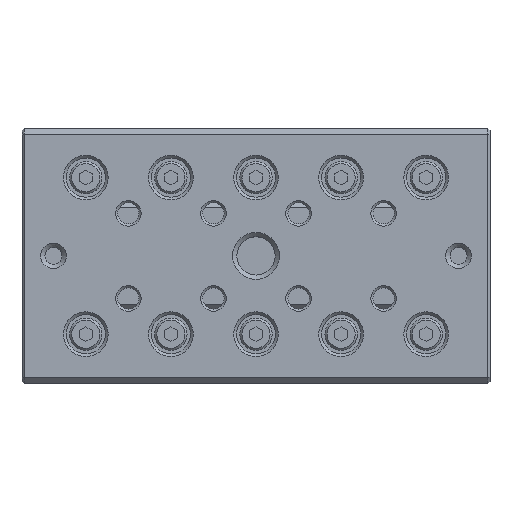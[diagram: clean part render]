
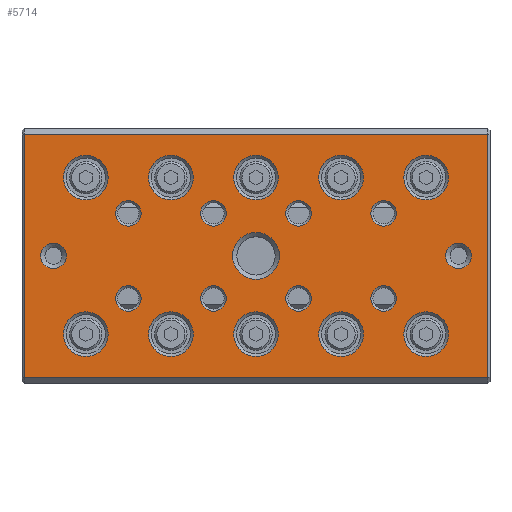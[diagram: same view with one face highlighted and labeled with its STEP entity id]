
A CAD part, top view. The second image highlights one B-rep face of the part: STEP entity #5714.
In plain terms, the highlighted planar face has unit normal (0, 0, 1).
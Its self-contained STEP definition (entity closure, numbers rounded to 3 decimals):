
#4955=FACE_BOUND('',#8594,.T.);
#4956=FACE_BOUND('',#8595,.T.);
#4957=FACE_BOUND('',#8596,.T.);
#4958=FACE_BOUND('',#8597,.T.);
#4959=FACE_BOUND('',#8598,.T.);
#4960=FACE_BOUND('',#8599,.T.);
#4961=FACE_BOUND('',#8600,.T.);
#4962=FACE_BOUND('',#8601,.T.);
#4963=FACE_BOUND('',#8602,.T.);
#4964=FACE_BOUND('',#8603,.T.);
#4965=FACE_BOUND('',#8604,.T.);
#4966=FACE_BOUND('',#8605,.T.);
#4967=FACE_BOUND('',#8606,.T.);
#4968=FACE_BOUND('',#8607,.T.);
#4969=FACE_BOUND('',#8608,.T.);
#4970=FACE_BOUND('',#8609,.T.);
#4971=FACE_BOUND('',#8610,.T.);
#4972=FACE_BOUND('',#8611,.T.);
#4973=FACE_BOUND('',#8612,.T.);
#4974=FACE_BOUND('',#8613,.T.);
#4975=FACE_BOUND('',#8614,.T.);
#4976=FACE_BOUND('',#8615,.T.);
#5358=CIRCLE('',#23209,2.75);
#5359=CIRCLE('',#23210,1.5);
#5360=CIRCLE('',#23211,1.5);
#5361=CIRCLE('',#23212,1.5);
#5362=CIRCLE('',#23213,1.5);
#5363=CIRCLE('',#23214,1.5);
#5364=CIRCLE('',#23215,1.5);
#5365=CIRCLE('',#23216,1.5);
#5366=CIRCLE('',#23217,1.5);
#5367=CIRCLE('',#23218,1.5);
#5368=CIRCLE('',#23219,1.5);
#5369=CIRCLE('',#23220,2.625);
#5370=CIRCLE('',#23221,2.625);
#5371=CIRCLE('',#23222,2.625);
#5372=CIRCLE('',#23223,2.625);
#5373=CIRCLE('',#23224,2.625);
#5374=CIRCLE('',#23225,2.625);
#5375=CIRCLE('',#23226,2.625);
#5376=CIRCLE('',#23227,2.625);
#5377=CIRCLE('',#23228,2.625);
#5378=CIRCLE('',#23229,2.625);
#5714=ADVANCED_FACE('',(#4955,#4956,#4957,#4958,#4959,#4960,#4961,#4962,
#4963,#4964,#4965,#4966,#4967,#4968,#4969,#4970,#4971,#4972,#4973,#4974,
#4975,#4976),#6739,.F.);
#6739=PLANE('',#23230);
#8594=EDGE_LOOP('',(#10990));
#8595=EDGE_LOOP('',(#10991));
#8596=EDGE_LOOP('',(#10992));
#8597=EDGE_LOOP('',(#10993));
#8598=EDGE_LOOP('',(#10994));
#8599=EDGE_LOOP('',(#10995));
#8600=EDGE_LOOP('',(#10996));
#8601=EDGE_LOOP('',(#10997));
#8602=EDGE_LOOP('',(#10998));
#8603=EDGE_LOOP('',(#10999));
#8604=EDGE_LOOP('',(#11000));
#8605=EDGE_LOOP('',(#11001));
#8606=EDGE_LOOP('',(#11002));
#8607=EDGE_LOOP('',(#11003));
#8608=EDGE_LOOP('',(#11004));
#8609=EDGE_LOOP('',(#11005));
#8610=EDGE_LOOP('',(#11006));
#8611=EDGE_LOOP('',(#11007));
#8612=EDGE_LOOP('',(#11008));
#8613=EDGE_LOOP('',(#11009));
#8614=EDGE_LOOP('',(#11010));
#8615=EDGE_LOOP('',(#11011,#11012,#11013,#11014));
#10990=ORIENTED_EDGE('',*,*,#17365,.T.);
#10991=ORIENTED_EDGE('',*,*,#17366,.F.);
#10992=ORIENTED_EDGE('',*,*,#17367,.T.);
#10993=ORIENTED_EDGE('',*,*,#17368,.T.);
#10994=ORIENTED_EDGE('',*,*,#17369,.T.);
#10995=ORIENTED_EDGE('',*,*,#17370,.T.);
#10996=ORIENTED_EDGE('',*,*,#17371,.T.);
#10997=ORIENTED_EDGE('',*,*,#17372,.T.);
#10998=ORIENTED_EDGE('',*,*,#17373,.T.);
#10999=ORIENTED_EDGE('',*,*,#17374,.T.);
#11000=ORIENTED_EDGE('',*,*,#17375,.T.);
#11001=ORIENTED_EDGE('',*,*,#17376,.T.);
#11002=ORIENTED_EDGE('',*,*,#17377,.T.);
#11003=ORIENTED_EDGE('',*,*,#17378,.T.);
#11004=ORIENTED_EDGE('',*,*,#17379,.T.);
#11005=ORIENTED_EDGE('',*,*,#17380,.T.);
#11006=ORIENTED_EDGE('',*,*,#17381,.T.);
#11007=ORIENTED_EDGE('',*,*,#17382,.T.);
#11008=ORIENTED_EDGE('',*,*,#17383,.T.);
#11009=ORIENTED_EDGE('',*,*,#17384,.T.);
#11010=ORIENTED_EDGE('',*,*,#17385,.T.);
#11011=ORIENTED_EDGE('',*,*,#17386,.T.);
#11012=ORIENTED_EDGE('',*,*,#17387,.T.);
#11013=ORIENTED_EDGE('',*,*,#17388,.T.);
#11014=ORIENTED_EDGE('',*,*,#17389,.T.);
#15486=VERTEX_POINT('',#30678);
#15487=VERTEX_POINT('',#30680);
#15488=VERTEX_POINT('',#30682);
#15489=VERTEX_POINT('',#30684);
#15490=VERTEX_POINT('',#30686);
#15491=VERTEX_POINT('',#30688);
#15492=VERTEX_POINT('',#30690);
#15493=VERTEX_POINT('',#30692);
#15494=VERTEX_POINT('',#30694);
#15495=VERTEX_POINT('',#30696);
#15496=VERTEX_POINT('',#30698);
#15497=VERTEX_POINT('',#30700);
#15498=VERTEX_POINT('',#30702);
#15499=VERTEX_POINT('',#30704);
#15500=VERTEX_POINT('',#30706);
#15501=VERTEX_POINT('',#30708);
#15502=VERTEX_POINT('',#30710);
#15503=VERTEX_POINT('',#30712);
#15504=VERTEX_POINT('',#30714);
#15505=VERTEX_POINT('',#30716);
#15506=VERTEX_POINT('',#30718);
#15507=VERTEX_POINT('',#30720);
#15508=VERTEX_POINT('',#30721);
#15509=VERTEX_POINT('',#30723);
#15510=VERTEX_POINT('',#30725);
#17365=EDGE_CURVE('',#15486,#15486,#5358,.T.);
#17366=EDGE_CURVE('',#15487,#15487,#5359,.T.);
#17367=EDGE_CURVE('',#15488,#15488,#5360,.T.);
#17368=EDGE_CURVE('',#15489,#15489,#5361,.T.);
#17369=EDGE_CURVE('',#15490,#15490,#5362,.T.);
#17370=EDGE_CURVE('',#15491,#15491,#5363,.T.);
#17371=EDGE_CURVE('',#15492,#15492,#5364,.T.);
#17372=EDGE_CURVE('',#15493,#15493,#5365,.T.);
#17373=EDGE_CURVE('',#15494,#15494,#5366,.T.);
#17374=EDGE_CURVE('',#15495,#15495,#5367,.T.);
#17375=EDGE_CURVE('',#15496,#15496,#5368,.T.);
#17376=EDGE_CURVE('',#15497,#15497,#5369,.T.);
#17377=EDGE_CURVE('',#15498,#15498,#5370,.T.);
#17378=EDGE_CURVE('',#15499,#15499,#5371,.T.);
#17379=EDGE_CURVE('',#15500,#15500,#5372,.T.);
#17380=EDGE_CURVE('',#15501,#15501,#5373,.T.);
#17381=EDGE_CURVE('',#15502,#15502,#5374,.T.);
#17382=EDGE_CURVE('',#15503,#15503,#5375,.T.);
#17383=EDGE_CURVE('',#15504,#15504,#5376,.T.);
#17384=EDGE_CURVE('',#15505,#15505,#5377,.T.);
#17385=EDGE_CURVE('',#15506,#15506,#5378,.T.);
#17386=EDGE_CURVE('',#15507,#15508,#19639,.T.);
#17387=EDGE_CURVE('',#15508,#15509,#19640,.T.);
#17388=EDGE_CURVE('',#15509,#15510,#19641,.T.);
#17389=EDGE_CURVE('',#15510,#15507,#19642,.T.);
#19639=LINE('',#30719,#21581);
#19640=LINE('',#30722,#21582);
#19641=LINE('',#30724,#21583);
#19642=LINE('',#30726,#21584);
#21581=VECTOR('',#25390,1.);
#21582=VECTOR('',#25391,1.);
#21583=VECTOR('',#25392,1.);
#21584=VECTOR('',#25393,1.);
#23209=AXIS2_PLACEMENT_3D('',#30677,#25348,#25349);
#23210=AXIS2_PLACEMENT_3D('',#30679,#25350,#25351);
#23211=AXIS2_PLACEMENT_3D('',#30681,#25352,#25353);
#23212=AXIS2_PLACEMENT_3D('',#30683,#25354,#25355);
#23213=AXIS2_PLACEMENT_3D('',#30685,#25356,#25357);
#23214=AXIS2_PLACEMENT_3D('',#30687,#25358,#25359);
#23215=AXIS2_PLACEMENT_3D('',#30689,#25360,#25361);
#23216=AXIS2_PLACEMENT_3D('',#30691,#25362,#25363);
#23217=AXIS2_PLACEMENT_3D('',#30693,#25364,#25365);
#23218=AXIS2_PLACEMENT_3D('',#30695,#25366,#25367);
#23219=AXIS2_PLACEMENT_3D('',#30697,#25368,#25369);
#23220=AXIS2_PLACEMENT_3D('',#30699,#25370,#25371);
#23221=AXIS2_PLACEMENT_3D('',#30701,#25372,#25373);
#23222=AXIS2_PLACEMENT_3D('',#30703,#25374,#25375);
#23223=AXIS2_PLACEMENT_3D('',#30705,#25376,#25377);
#23224=AXIS2_PLACEMENT_3D('',#30707,#25378,#25379);
#23225=AXIS2_PLACEMENT_3D('',#30709,#25380,#25381);
#23226=AXIS2_PLACEMENT_3D('',#30711,#25382,#25383);
#23227=AXIS2_PLACEMENT_3D('',#30713,#25384,#25385);
#23228=AXIS2_PLACEMENT_3D('',#30715,#25386,#25387);
#23229=AXIS2_PLACEMENT_3D('',#30717,#25388,#25389);
#23230=AXIS2_PLACEMENT_3D('',#30727,#25394,#25395);
#25348=DIRECTION('',(0.,0.,-1.));
#25349=DIRECTION('',(-1.,0.,0.));
#25350=DIRECTION('',(0.,0.,1.));
#25351=DIRECTION('',(1.,0.,0.));
#25352=DIRECTION('',(0.,0.,-1.));
#25353=DIRECTION('',(-1.,0.,0.));
#25354=DIRECTION('',(0.,0.,-1.));
#25355=DIRECTION('',(-1.,0.,0.));
#25356=DIRECTION('',(0.,0.,-1.));
#25357=DIRECTION('',(-1.,0.,0.));
#25358=DIRECTION('',(0.,0.,-1.));
#25359=DIRECTION('',(-1.,0.,0.));
#25360=DIRECTION('',(0.,0.,-1.));
#25361=DIRECTION('',(-1.,0.,0.));
#25362=DIRECTION('',(0.,0.,-1.));
#25363=DIRECTION('',(-1.,0.,0.));
#25364=DIRECTION('',(0.,0.,-1.));
#25365=DIRECTION('',(-1.,0.,0.));
#25366=DIRECTION('',(0.,0.,-1.));
#25367=DIRECTION('',(-1.,0.,0.));
#25368=DIRECTION('',(0.,0.,-1.));
#25369=DIRECTION('',(-1.,0.,0.));
#25370=DIRECTION('',(0.,0.,-1.));
#25371=DIRECTION('',(-1.,0.,0.));
#25372=DIRECTION('',(0.,0.,-1.));
#25373=DIRECTION('',(-1.,0.,0.));
#25374=DIRECTION('',(0.,0.,-1.));
#25375=DIRECTION('',(-1.,0.,0.));
#25376=DIRECTION('',(0.,0.,-1.));
#25377=DIRECTION('',(-1.,0.,0.));
#25378=DIRECTION('',(0.,0.,-1.));
#25379=DIRECTION('',(-1.,0.,0.));
#25380=DIRECTION('',(0.,0.,-1.));
#25381=DIRECTION('',(-1.,0.,0.));
#25382=DIRECTION('',(0.,0.,-1.));
#25383=DIRECTION('',(-1.,0.,0.));
#25384=DIRECTION('',(0.,0.,-1.));
#25385=DIRECTION('',(-1.,0.,0.));
#25386=DIRECTION('',(0.,0.,-1.));
#25387=DIRECTION('',(-1.,0.,0.));
#25388=DIRECTION('',(0.,0.,-1.));
#25389=DIRECTION('',(-1.,0.,0.));
#25390=DIRECTION('',(1.,0.,0.));
#25391=DIRECTION('',(0.,1.,0.));
#25392=DIRECTION('',(-1.,0.,0.));
#25393=DIRECTION('',(0.,-1.,0.));
#25394=DIRECTION('',(0.,0.,-1.));
#25395=DIRECTION('',(1.,0.,0.));
#30677=CARTESIAN_POINT('',(107.5,15.,15.));
#30678=CARTESIAN_POINT('',(104.75,15.,15.));
#30679=CARTESIAN_POINT('',(131.3,15.,15.));
#30680=CARTESIAN_POINT('',(132.8,15.,15.));
#30681=CARTESIAN_POINT('',(83.7,15.,15.));
#30682=CARTESIAN_POINT('',(82.2,15.,15.));
#30683=CARTESIAN_POINT('',(122.5,10.,15.));
#30684=CARTESIAN_POINT('',(121.,10.,15.));
#30685=CARTESIAN_POINT('',(122.5,20.,15.));
#30686=CARTESIAN_POINT('',(121.,20.,15.));
#30687=CARTESIAN_POINT('',(112.5,10.,15.));
#30688=CARTESIAN_POINT('',(111.,10.,15.));
#30689=CARTESIAN_POINT('',(112.5,20.,15.));
#30690=CARTESIAN_POINT('',(111.,20.,15.));
#30691=CARTESIAN_POINT('',(102.5,10.,15.));
#30692=CARTESIAN_POINT('',(101.,10.,15.));
#30693=CARTESIAN_POINT('',(102.5,20.,15.));
#30694=CARTESIAN_POINT('',(101.,20.,15.));
#30695=CARTESIAN_POINT('',(92.5,10.,15.));
#30696=CARTESIAN_POINT('',(91.,10.,15.));
#30697=CARTESIAN_POINT('',(92.5,20.,15.));
#30698=CARTESIAN_POINT('',(91.,20.,15.));
#30699=CARTESIAN_POINT('',(127.5,5.8,15.));
#30700=CARTESIAN_POINT('',(124.875,5.8,15.));
#30701=CARTESIAN_POINT('',(127.5,24.2,15.));
#30702=CARTESIAN_POINT('',(124.875,24.2,15.));
#30703=CARTESIAN_POINT('',(117.5,5.8,15.));
#30704=CARTESIAN_POINT('',(114.875,5.8,15.));
#30705=CARTESIAN_POINT('',(117.5,24.2,15.));
#30706=CARTESIAN_POINT('',(114.875,24.2,15.));
#30707=CARTESIAN_POINT('',(107.5,5.8,15.));
#30708=CARTESIAN_POINT('',(104.875,5.8,15.));
#30709=CARTESIAN_POINT('',(107.5,24.2,15.));
#30710=CARTESIAN_POINT('',(104.875,24.2,15.));
#30711=CARTESIAN_POINT('',(97.5,5.8,15.));
#30712=CARTESIAN_POINT('',(94.875,5.8,15.));
#30713=CARTESIAN_POINT('',(97.5,24.2,15.));
#30714=CARTESIAN_POINT('',(94.875,24.2,15.));
#30715=CARTESIAN_POINT('',(87.5,5.8,15.));
#30716=CARTESIAN_POINT('',(84.875,5.8,15.));
#30717=CARTESIAN_POINT('',(87.5,24.2,15.));
#30718=CARTESIAN_POINT('',(84.875,24.2,15.));
#30719=CARTESIAN_POINT('',(135.,0.7,15.));
#30720=CARTESIAN_POINT('',(80.25,0.7,15.));
#30721=CARTESIAN_POINT('',(134.75,0.7,15.));
#30722=CARTESIAN_POINT('',(134.75,30.,15.));
#30723=CARTESIAN_POINT('',(134.75,29.3,15.));
#30724=CARTESIAN_POINT('',(135.,29.3,15.));
#30725=CARTESIAN_POINT('',(80.25,29.3,15.));
#30726=CARTESIAN_POINT('',(80.25,0.7,15.));
#30727=CARTESIAN_POINT('',(135.,30.,15.));
